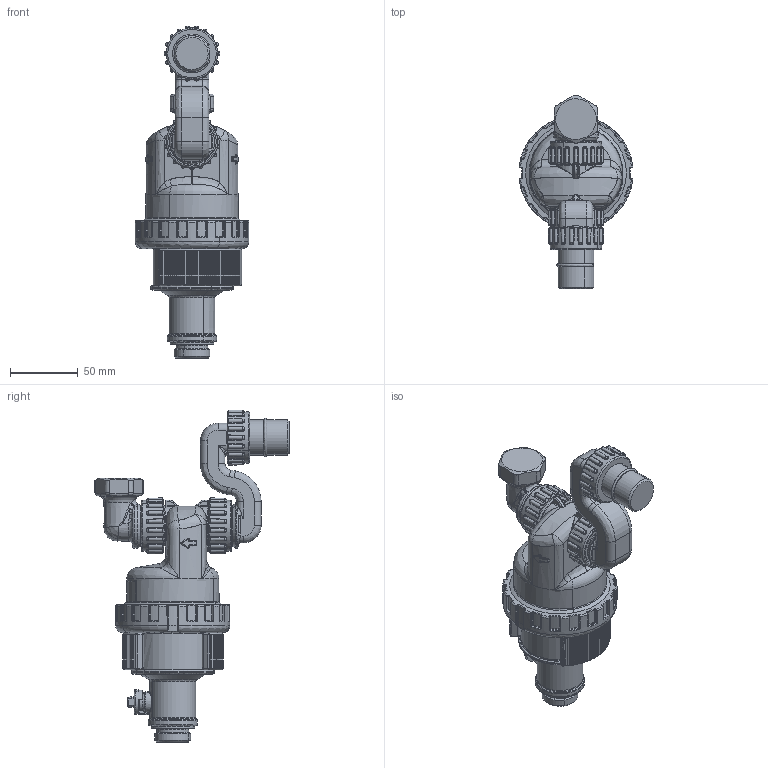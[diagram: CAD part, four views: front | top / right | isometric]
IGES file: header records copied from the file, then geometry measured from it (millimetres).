
Start section: START RECORD GO HERE.
Global section: file name: 545205 - TST.igs; native system: DASSAULT SYSTEMES CATIA Version 5-6 Release 2012 - www.3ds.com; preprocessor: V5-6R2012_5.22.6.0.02-14-2014.22.00; author: matadini; organization: CALEFFI; date: 20160203.143638; units: millimetre
Bounding box: 83.59 x 142.74 x 244.26 mm (x, y, z)
Surface area: 82736.7 mm2 (no closed solid volume)
Topology: 0 solids, 0 shells, 2688 faces, 12751 edges, 12668 vertices
Faces by surface type: revolution 1556, bspline 600, plane 532
